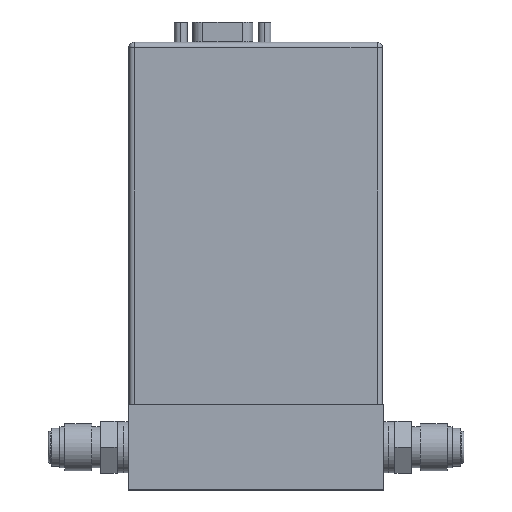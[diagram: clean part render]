
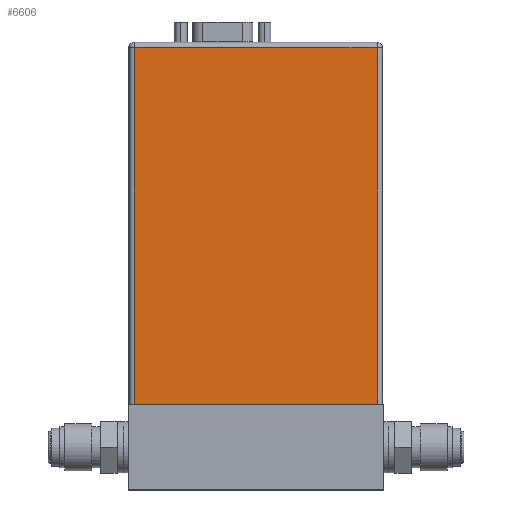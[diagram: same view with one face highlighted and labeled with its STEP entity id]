
A CAD part, top view. The second image highlights one B-rep face of the part: STEP entity #6606.
In plain terms, the highlighted planar face has unit normal (0, 0, 1).
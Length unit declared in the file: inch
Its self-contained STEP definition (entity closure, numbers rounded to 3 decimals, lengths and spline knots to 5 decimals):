
#5790=DIRECTION('',(1.,0.,0.));
#5791=VECTOR('',#5790,2.851);
#5792=CARTESIAN_POINT('',(0.062,0.,1.425));
#5793=LINE('',#5792,#5791);
#5836=DIRECTION('',(0.,1.,0.));
#5837=VECTOR('',#5836,4.188);
#5838=CARTESIAN_POINT('',(2.913,0.,1.425));
#5839=LINE('',#5838,#5837);
#5840=DIRECTION('',(0.,1.,0.));
#5841=VECTOR('',#5840,4.188);
#5842=CARTESIAN_POINT('',(0.062,0.,1.425));
#5843=LINE('',#5842,#5841);
#5872=DIRECTION('',(1.,0.,0.));
#5873=VECTOR('',#5872,2.851);
#5874=CARTESIAN_POINT('',(0.062,4.188,1.425));
#5875=LINE('',#5874,#5873);
#6224=CARTESIAN_POINT('',(0.062,0.,1.425));
#6225=CARTESIAN_POINT('',(0.062,4.188,1.425));
#6226=VERTEX_POINT('',#6224);
#6227=VERTEX_POINT('',#6225);
#6236=CARTESIAN_POINT('',(2.913,4.188,1.425));
#6237=VERTEX_POINT('',#6236);
#6242=CARTESIAN_POINT('',(2.913,0.,1.425));
#6243=VERTEX_POINT('',#6242);
#6593=CARTESIAN_POINT('',(0.,0.,1.425));
#6594=DIRECTION('',(0.,0.,1.));
#6595=DIRECTION('',(1.,0.,0.));
#6596=AXIS2_PLACEMENT_3D('',#6593,#6594,#6595);
#6597=PLANE('',#6596);
#6598=ORIENTED_EDGE('',*,*,#6509,.F.);
#6600=ORIENTED_EDGE('',*,*,#6599,.T.);
#6602=ORIENTED_EDGE('',*,*,#6601,.T.);
#6603=ORIENTED_EDGE('',*,*,#6586,.F.);
#6604=EDGE_LOOP('',(#6598,#6600,#6602,#6603));
#6605=FACE_OUTER_BOUND('',#6604,.F.);
#6606=ADVANCED_FACE('',(#6605),#6597,.T.);
#6509=EDGE_CURVE('',#6226,#6243,#5793,.T.);
#6586=EDGE_CURVE('',#6243,#6237,#5839,.T.);
#6599=EDGE_CURVE('',#6226,#6227,#5843,.T.);
#6601=EDGE_CURVE('',#6227,#6237,#5875,.T.);
